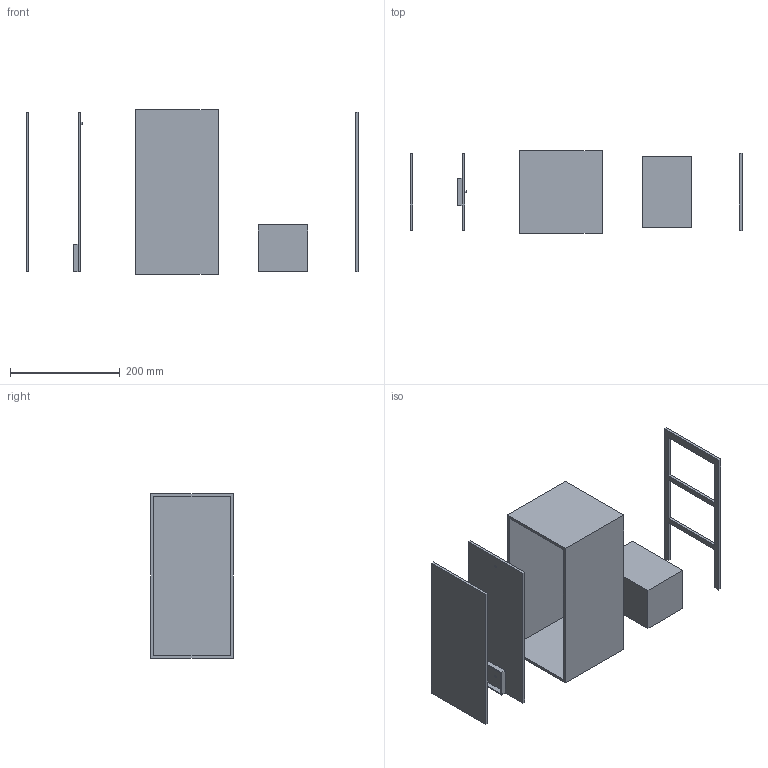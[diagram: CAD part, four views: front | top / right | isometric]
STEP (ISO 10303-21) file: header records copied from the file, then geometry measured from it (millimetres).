
FILE_DESCRIPTION(('FreeCAD Model'),'2;1');
FILE_NAME('mini_elevator_parts.stp','2022-09-08T12:34:29',( 'Author'),(''),'Open CASCADE STEP processor 7.3','FreeCAD','Unknown' );
FILE_SCHEMA(('AUTOMOTIVE_DESIGN { 1 0 10303 214 1 1 1 1 }'));
Length unit declared in the file: millimetre
Products named in the file (5): back-2; back-1; cabin; front; box
Bounding box: 605 x 150 x 300 mm (x, y, z)
Volume: 1348930.9 mm3; surface area: 570531.4 mm2
Topology: 5 solids, 5 shells, 66 faces, 155 edges, 103 vertices
Faces by surface type: plane 64, cylinder 2
Full cylindrical faces by diameter (mm): 4 x2
Entity records: 4307 total; most frequent: CARTESIAN_POINT 701, DIRECTION 538, LINE 388, VECTOR 388, ORIENTED_EDGE 310, PCURVE 310, DEFINITIONAL_REPRESENTATION 310, EDGE_CURVE 155
